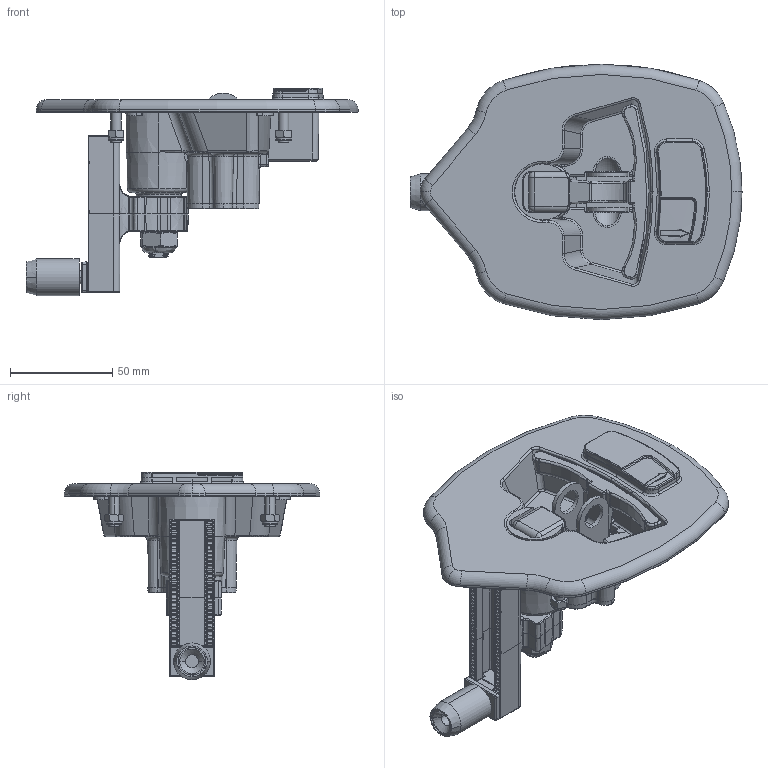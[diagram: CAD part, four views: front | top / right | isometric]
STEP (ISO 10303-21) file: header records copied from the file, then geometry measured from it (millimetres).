
FILE_DESCRIPTION (( 'STEP AP203' ), '1' );
FILE_NAME ('KK03.31.2.STEP', '2022-08-26T05:41:15', ( '' ), ( '' ), 'SwSTEP 2.0', 'SolidWorks 2021', '' );
FILE_SCHEMA (( 'CONFIG_CONTROL_DESIGN' ));
Length unit declared in the file: millimetre
Products named in the file (1): KK03.31.2
Bounding box: 162.5 x 125 x 101.52 mm (x, y, z)
Surface area: 86785.2 mm2 (no closed solid volume)
Topology: 0 solids, 28 shells, 1529 faces, 4146 edges, 2647 vertices
Faces by surface type: cylinder 459, torus 284, plane 272, bspline 232, sphere 149, cone 133
Entity records: 80881 total; most frequent: CARTESIAN_POINT 45560, ORIENTED_EDGE 7367, DIRECTION 6857, EDGE_CURVE 4107, AXIS2_PLACEMENT_3D 2759, VERTEX_POINT 2641, EDGE_LOOP 1659, ADVANCED_FACE 1529
